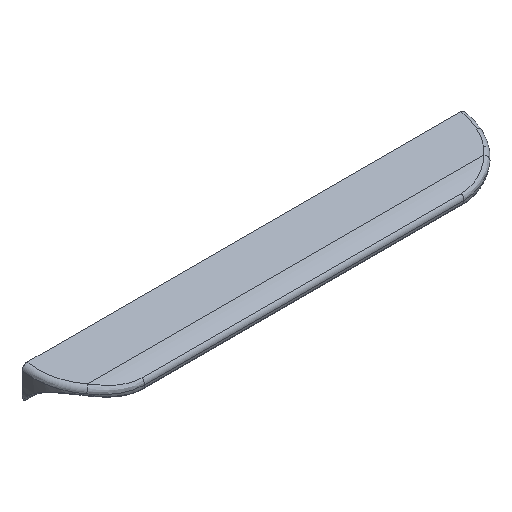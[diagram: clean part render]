
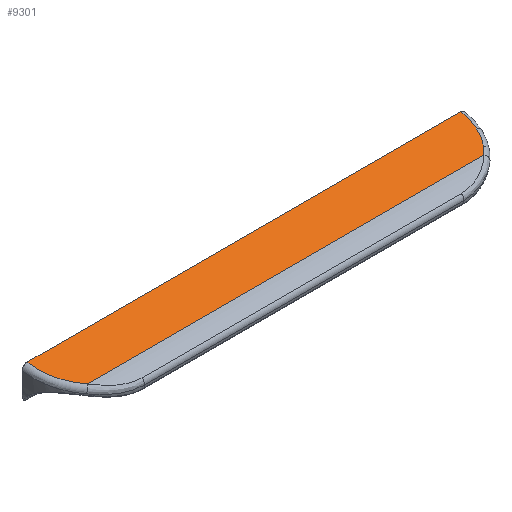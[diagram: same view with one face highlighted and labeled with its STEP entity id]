
A CAD part, isometric view. The second image highlights one B-rep face of the part: STEP entity #9301.
In plain terms, the highlighted planar face has unit normal (0, -0.174, 0.985).
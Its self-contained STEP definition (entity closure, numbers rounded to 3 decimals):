
#518=PLANE('',#9834);
#989=FACE_OUTER_BOUND('',#1490,.T.);
#1490=EDGE_LOOP('',(#8806,#8807,#8808,#8809));
#2716=LINE('',#14674,#3953);
#2727=LINE('',#15157,#3964);
#3953=VECTOR('',#12000,1.);
#3964=VECTOR('',#12097,1.);
#4005=CIRCLE('',#9817,23.);
#4006=CIRCLE('',#9819,23.);
#4854=VERTEX_POINT('',#14654);
#4855=VERTEX_POINT('',#14673);
#4872=VERTEX_POINT('',#14783);
#4873=VERTEX_POINT('',#14787);
#6142=EDGE_CURVE('',#4854,#4855,#2716,.T.);
#6166=EDGE_CURVE('',#4854,#4872,#4005,.T.);
#6167=EDGE_CURVE('',#4855,#4873,#4006,.T.);
#6191=EDGE_CURVE('',#4873,#4872,#2727,.T.);
#8806=ORIENTED_EDGE('',*,*,#6142,.F.);
#8807=ORIENTED_EDGE('',*,*,#6166,.T.);
#8808=ORIENTED_EDGE('',*,*,#6191,.F.);
#8809=ORIENTED_EDGE('',*,*,#6167,.F.);
#9301=ADVANCED_FACE('',(#989),#518,.T.);
#9817=AXIS2_PLACEMENT_3D('',#14785,#12058,#12059);
#9819=AXIS2_PLACEMENT_3D('',#14788,#12062,#12063);
#9834=AXIS2_PLACEMENT_3D('',#15158,#12098,#12099);
#12000=DIRECTION('',(1.,0.,0.));
#12058=DIRECTION('center_axis',(0.,-0.174,
0.985));
#12059=DIRECTION('ref_axis',(-0.931,-0.36,-0.063));
#12062=DIRECTION('center_axis',(0.,0.174,-0.985));
#12063=DIRECTION('ref_axis',(0.931,-0.36,-0.063));
#12097=DIRECTION('',(-1.,0.,0.));
#12098=DIRECTION('center_axis',(0.,-0.174,
0.985));
#12099=DIRECTION('ref_axis',(1.,0.,0.));
#14654=CARTESIAN_POINT('',(133.,0.,4.295));
#14673=CARTESIAN_POINT('',(307.,0.,4.295));
#14674=CARTESIAN_POINT('',(284.,0.,4.295));
#14783=CARTESIAN_POINT('',(140.508,-16.742,1.343));
#14785=CARTESIAN_POINT('Origin',(156.,0.,4.295));
#14787=CARTESIAN_POINT('',(299.492,-16.742,1.343));
#14788=CARTESIAN_POINT('Origin',(284.,0.,4.295));
#15157=CARTESIAN_POINT('',(284.,-16.742,1.343));
#15158=CARTESIAN_POINT('Origin',(284.,0.,4.295));
